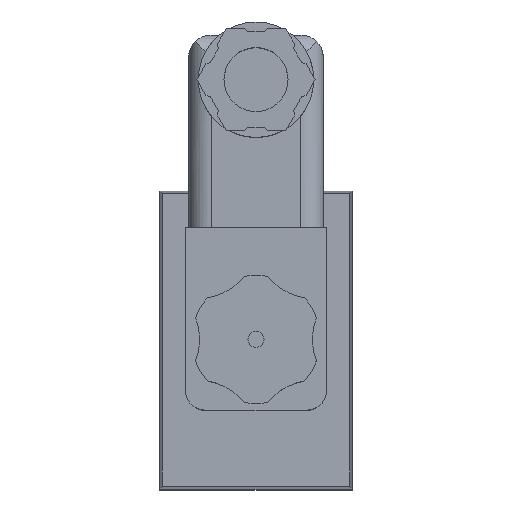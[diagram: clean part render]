
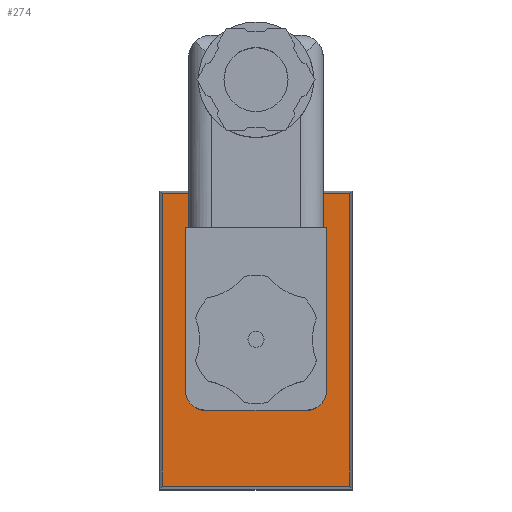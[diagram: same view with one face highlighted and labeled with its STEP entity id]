
A CAD part, top view. The second image highlights one B-rep face of the part: STEP entity #274.
In plain terms, the highlighted planar face has unit normal (0, 0, 1).
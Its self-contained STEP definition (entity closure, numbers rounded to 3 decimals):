
#274 = ADVANCED_FACE( '', ( #816 ), #817, .T. );
#816 = FACE_OUTER_BOUND( '', #1456, .T. );
#817 = PLANE( '', #1457 );
#1456 = EDGE_LOOP( '', ( #3246, #3247, #3248, #3249, #3250, #3251, #3252, #3253, #3254, #3255, #3256, #3257, #3258, #3259 ) );
#1457 = AXIS2_PLACEMENT_3D( '', #3260, #3261, #3262 );
#3246 = ORIENTED_EDGE( '', *, *, #3930, .T. );
#3247 = ORIENTED_EDGE( '', *, *, #4459, .F. );
#3248 = ORIENTED_EDGE( '', *, *, #4460, .F. );
#3249 = ORIENTED_EDGE( '', *, *, #4461, .F. );
#3250 = ORIENTED_EDGE( '', *, *, #4462, .F. );
#3251 = ORIENTED_EDGE( '', *, *, #4457, .F. );
#3252 = ORIENTED_EDGE( '', *, *, #4454, .F. );
#3253 = ORIENTED_EDGE( '', *, *, #4463, .F. );
#3254 = ORIENTED_EDGE( '', *, *, #3921, .F. );
#3255 = ORIENTED_EDGE( '', *, *, #4464, .T. );
#3256 = ORIENTED_EDGE( '', *, *, #4465, .T. );
#3257 = ORIENTED_EDGE( '', *, *, #4466, .T. );
#3258 = ORIENTED_EDGE( '', *, *, #4467, .T. );
#3259 = ORIENTED_EDGE( '', *, *, #4468, .T. );
#3260 = CARTESIAN_POINT( '', ( 0., 0., 44.7 ) );
#3261 = DIRECTION( '', ( 0., 0., 1. ) );
#3262 = DIRECTION( '', ( 1., 0., 0. ) );
#3921 = EDGE_CURVE( '', #4637, #4639, #4640, .T. );
#3930 = EDGE_CURVE( '', #4644, #4653, #4655, .T. );
#4454 = EDGE_CURVE( '', #5548, #5549, #5550, .T. );
#4457 = EDGE_CURVE( '', #5549, #5553, #5554, .T. );
#4459 = EDGE_CURVE( '', #5556, #4653, #5557, .T. );
#4460 = EDGE_CURVE( '', #5558, #5556, #5559, .T. );
#4461 = EDGE_CURVE( '', #5560, #5558, #5561, .T. );
#4462 = EDGE_CURVE( '', #5553, #5560, #5562, .T. );
#4463 = EDGE_CURVE( '', #4639, #5548, #5563, .T. );
#4464 = EDGE_CURVE( '', #4637, #5564, #5565, .T. );
#4465 = EDGE_CURVE( '', #5564, #5566, #5567, .T. );
#4466 = EDGE_CURVE( '', #5566, #5568, #5569, .T. );
#4467 = EDGE_CURVE( '', #5568, #5570, #5571, .T. );
#4468 = EDGE_CURVE( '', #5570, #4644, #5572, .T. );
#4637 = VERTEX_POINT( '', #5895 );
#4639 = VERTEX_POINT( '', #5898 );
#4640 = LINE( '', #5899, #5900 );
#4644 = VERTEX_POINT( '', #5905 );
#4653 = VERTEX_POINT( '', #5917 );
#4655 = LINE( '', #5919, #5920 );
#5548 = VERTEX_POINT( '', #7240 );
#5549 = VERTEX_POINT( '', #7241 );
#5550 = LINE( '', #7242, #7243 );
#5553 = VERTEX_POINT( '', #7248 );
#5554 = CIRCLE( '', #7249, 3. );
#5556 = VERTEX_POINT( '', #7252 );
#5557 = LINE( '', #7253, #7254 );
#5558 = VERTEX_POINT( '', #7255 );
#5559 = LINE( '', #7256, #7257 );
#5560 = VERTEX_POINT( '', #7258 );
#5561 = CIRCLE( '', #7259, 3. );
#5562 = LINE( '', #7260, #7261 );
#5563 = LINE( '', #7262, #7263 );
#5564 = VERTEX_POINT( '', #7264 );
#5565 = LINE( '', #7265, #7266 );
#5566 = VERTEX_POINT( '', #7267 );
#5567 = LINE( '', #7268, #7269 );
#5568 = VERTEX_POINT( '', #7270 );
#5569 = LINE( '', #7271, #7272 );
#5570 = VERTEX_POINT( '', #7273 );
#5571 = LINE( '', #7274, #7275 );
#5572 = LINE( '', #7276, #7277 );
#5895 = CARTESIAN_POINT( '', ( -7., 22.8, 44.7 ) );
#5898 = CARTESIAN_POINT( '', ( -7., 17.5, 44.7 ) );
#5899 = CARTESIAN_POINT( '', ( -7., 47.5, 44.7 ) );
#5900 = VECTOR( '', #7636, 1000. );
#5905 = CARTESIAN_POINT( '', ( 7., 22.8, 44.7 ) );
#5917 = CARTESIAN_POINT( '', ( 7., 17.5, 44.7 ) );
#5919 = CARTESIAN_POINT( '', ( 7., 47.5, 44.7 ) );
#5920 = VECTOR( '', #7653, 1000. );
#7240 = CARTESIAN_POINT( '', ( -11., 17.5, 44.7 ) );
#7241 = CARTESIAN_POINT( '', ( -11., -8., 44.7 ) );
#7242 = CARTESIAN_POINT( '', ( -11., 17.5, 44.7 ) );
#7243 = VECTOR( '', #8506, 1000. );
#7248 = CARTESIAN_POINT( '', ( -8., -11., 44.7 ) );
#7249 = AXIS2_PLACEMENT_3D( '', #8509, #8510, #8511 );
#7252 = CARTESIAN_POINT( '', ( 11., 17.5, 44.7 ) );
#7253 = CARTESIAN_POINT( '', ( 11., 17.5, 44.7 ) );
#7254 = VECTOR( '', #8513, 1000. );
#7255 = CARTESIAN_POINT( '', ( 11., -8., 44.7 ) );
#7256 = CARTESIAN_POINT( '', ( 11., -8., 44.7 ) );
#7257 = VECTOR( '', #8514, 1000. );
#7258 = CARTESIAN_POINT( '', ( 8., -11., 44.7 ) );
#7259 = AXIS2_PLACEMENT_3D( '', #8515, #8516, #8517 );
#7260 = CARTESIAN_POINT( '', ( -8., -11., 44.7 ) );
#7261 = VECTOR( '', #8518, 1000. );
#7262 = CARTESIAN_POINT( '', ( 11., 17.5, 44.7 ) );
#7263 = VECTOR( '', #8519, 1000. );
#7264 = CARTESIAN_POINT( '', ( -14.6, 22.8, 44.7 ) );
#7265 = CARTESIAN_POINT( '', ( 14.6, 22.8, 44.7 ) );
#7266 = VECTOR( '', #8520, 1000. );
#7267 = CARTESIAN_POINT( '', ( -14.6, -22.8, 44.7 ) );
#7268 = CARTESIAN_POINT( '', ( -14.6, 22.8, 44.7 ) );
#7269 = VECTOR( '', #8521, 1000. );
#7270 = CARTESIAN_POINT( '', ( 14.6, -22.8, 44.7 ) );
#7271 = CARTESIAN_POINT( '', ( -14.6, -22.8, 44.7 ) );
#7272 = VECTOR( '', #8522, 1000. );
#7273 = CARTESIAN_POINT( '', ( 14.6, 22.8, 44.7 ) );
#7274 = CARTESIAN_POINT( '', ( 14.6, -22.8, 44.7 ) );
#7275 = VECTOR( '', #8523, 1000. );
#7276 = CARTESIAN_POINT( '', ( 14.6, 22.8, 44.7 ) );
#7277 = VECTOR( '', #8524, 1000. );
#7636 = DIRECTION( '', ( 0., -1., 0. ) );
#7653 = DIRECTION( '', ( 0., -1., 0. ) );
#8506 = DIRECTION( '', ( 0., -1., 0. ) );
#8509 = CARTESIAN_POINT( '', ( -8., -8., 44.7 ) );
#8510 = DIRECTION( '', ( 0., 0., 1. ) );
#8511 = DIRECTION( '', ( 1., 0., 0. ) );
#8513 = DIRECTION( '', ( -1., 0., 0. ) );
#8514 = DIRECTION( '', ( 0., 1., 0. ) );
#8515 = CARTESIAN_POINT( '', ( 8., -8., 44.7 ) );
#8516 = DIRECTION( '', ( 0., 0., 1. ) );
#8517 = DIRECTION( '', ( 1., 0., 0. ) );
#8518 = DIRECTION( '', ( 1., 0., 0. ) );
#8519 = DIRECTION( '', ( -1., 0., 0. ) );
#8520 = DIRECTION( '', ( -1., 0., 0. ) );
#8521 = DIRECTION( '', ( 0., -1., 0. ) );
#8522 = DIRECTION( '', ( 1., 0., 0. ) );
#8523 = DIRECTION( '', ( 0., 1., 0. ) );
#8524 = DIRECTION( '', ( -1., 0., 0. ) );
